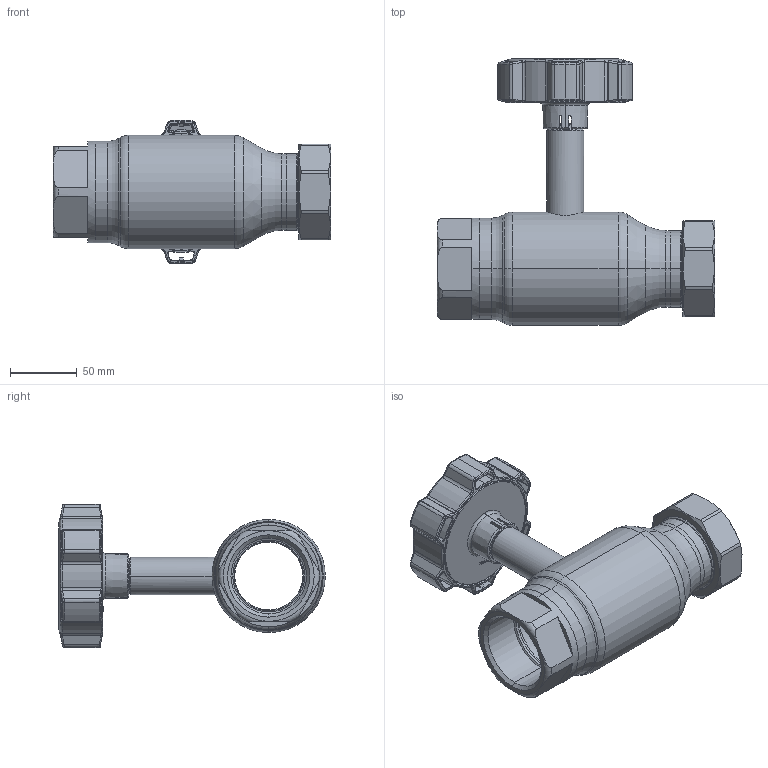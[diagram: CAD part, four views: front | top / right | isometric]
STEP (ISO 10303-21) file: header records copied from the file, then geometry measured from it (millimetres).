
FILE_DESCRIPTION (( 'STEP AP214' ), '1' );
FILE_NAME ('2050002201-0200.step', '2023-12-18T10:05:45', ( '' ), ( '' ), 'SwSTEP 2.0', 'SolidWorks 2021', '' );
FILE_SCHEMA (( 'AUTOMOTIVE_DESIGN' ));
Length unit declared in the file: millimetre
Products named in the file (1): 2050002201-0200
Bounding box: 208.2 x 200.15 x 107.98 mm (x, y, z)
Surface area: 129047.6 mm2 (no closed solid volume)
Topology: 0 solids, 14 shells, 558 faces, 1605 edges, 1024 vertices
Faces by surface type: bspline 149, cylinder 139, plane 126, torus 77, cone 61, sphere 6
Entity records: 32549 total; most frequent: CARTESIAN_POINT 13258, ORIENTED_EDGE 2835, DIRECTION 2410, EDGE_CURVE 1605, VERTEX_POINT 1024, AXIS2_PLACEMENT_3D 950, EDGE_LOOP 591, UNCERTAINTY_MEASURE_WITH_UNIT 560
